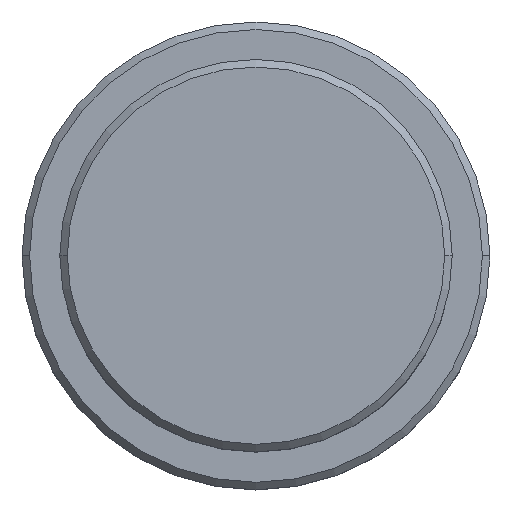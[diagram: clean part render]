
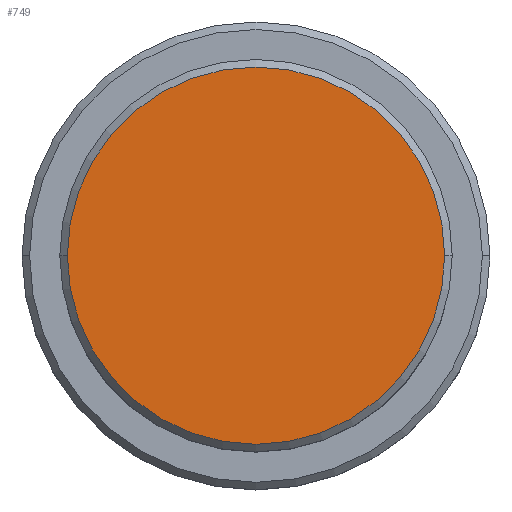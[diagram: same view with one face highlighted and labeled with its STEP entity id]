
A CAD part, top view. The second image highlights one B-rep face of the part: STEP entity #749.
In plain terms, the highlighted planar face has unit normal (0, 0, 1).
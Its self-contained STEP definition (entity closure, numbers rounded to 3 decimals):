
#129 = EDGE_CURVE ( 'NONE', #1341, #162, #661, .T. ) ;
#162 = VERTEX_POINT ( 'NONE', #1187 ) ;
#172 = ORIENTED_EDGE ( 'NONE', *, *, #751, .T. ) ;
#335 = DIRECTION ( 'NONE',  ( 1., 0., 0. ) ) ;
#396 = CARTESIAN_POINT ( 'NONE',  ( 0., 0., 0. ) ) ;
#413 = CARTESIAN_POINT ( 'NONE',  ( -12.5, 0., 0. ) ) ;
#474 = AXIS2_PLACEMENT_3D ( 'NONE', #823, #1008, #1361 ) ;
#542 = CIRCLE ( 'NONE', #962, 12.5 ) ;
#661 = CIRCLE ( 'NONE', #861, 12.5 ) ;
#721 = DIRECTION ( 'NONE',  ( 0., 0., 1. ) ) ;
#749 = ADVANCED_FACE ( 'NONE', ( #843 ), #1237, .T. ) ;
#751 = EDGE_CURVE ( 'NONE', #162, #1341, #542, .T. ) ;
#823 = CARTESIAN_POINT ( 'NONE',  ( 0., 0., 0. ) ) ;
#843 = FACE_OUTER_BOUND ( 'NONE', #1016, .T. ) ;
#861 = AXIS2_PLACEMENT_3D ( 'NONE', #1410, #1289, #335 ) ;
#962 = AXIS2_PLACEMENT_3D ( 'NONE', #396, #721, #1251 ) ;
#1008 = DIRECTION ( 'NONE',  ( 0., 0., 1. ) ) ;
#1016 = EDGE_LOOP ( 'NONE', ( #1061, #172 ) ) ;
#1061 = ORIENTED_EDGE ( 'NONE', *, *, #129, .T. ) ;
#1187 = CARTESIAN_POINT ( 'NONE',  ( 12.5, 0., 0. ) ) ;
#1237 = PLANE ( 'NONE',  #474 ) ;
#1251 = DIRECTION ( 'NONE',  ( 1., 0., 0. ) ) ;
#1289 = DIRECTION ( 'NONE',  ( 0., 0., 1. ) ) ;
#1341 = VERTEX_POINT ( 'NONE', #413 ) ;
#1361 = DIRECTION ( 'NONE',  ( 1., 0., 0. ) ) ;
#1410 = CARTESIAN_POINT ( 'NONE',  ( 0., 0., 0. ) ) ;
